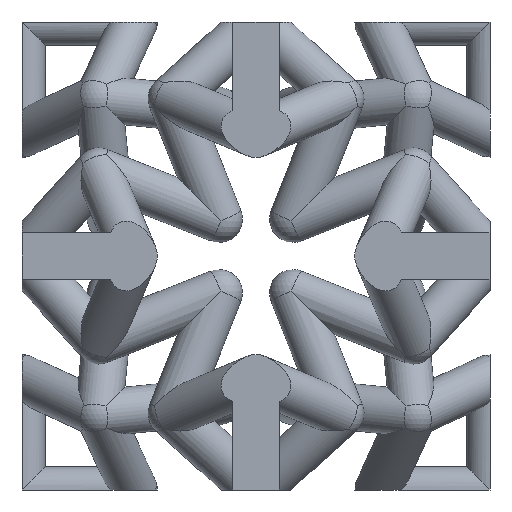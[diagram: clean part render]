
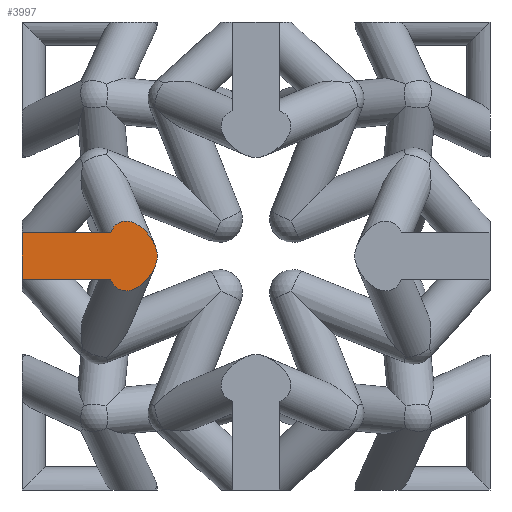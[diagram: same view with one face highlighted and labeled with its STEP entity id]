
A CAD part, front view. The second image highlights one B-rep face of the part: STEP entity #3997.
In plain terms, the highlighted planar face has unit normal (0, -1, 0).
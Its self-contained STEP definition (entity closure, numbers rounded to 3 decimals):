
#550 = CYLINDRICAL_SURFACE('',#551,0.5);
#551 = AXIS2_PLACEMENT_3D('',#552,#553,#554);
#552 = CARTESIAN_POINT('',(-2.607,-5.,0.));
#553 = DIRECTION('',(-0.296,0.641,-0.708));
#554 = DIRECTION('',(0.,-0.741,-0.671));
#2016 = VERTEX_POINT('',#2017);
#2017 = CARTESIAN_POINT('',(-2.778,-5.,-0.745));
#2078 = EDGE_CURVE('',#2016,#2079,#2081,.T.);
#2079 = VERTEX_POINT('',#2080);
#2080 = CARTESIAN_POINT('',(-3.11,-5.,-0.5));
#2081 = SURFACE_CURVE('',#2082,(#2087,#2099),.PCURVE_S1.);
#2082 = ELLIPSE('',#2083,0.78,0.5);
#2083 = AXIS2_PLACEMENT_3D('',#2084,#2085,#2086);
#2084 = CARTESIAN_POINT('',(-2.607,-5.,0.));
#2085 = DIRECTION('',(0.,1.,0.));
#2086 = DIRECTION('',(-0.386,0.,-0.923));
#2087 = PCURVE('',#550,#2088);
#2088 = DEFINITIONAL_REPRESENTATION('',(#2089),#2098);
#2089 = B_SPLINE_CURVE_WITH_KNOTS('',7,(#2090,#2091,#2092,#2093,#2094,
    #2095,#2096,#2097),.UNSPECIFIED.,.F.,.F.,(8,8),(6.021,
    7.854),.PIECEWISE_BEZIER_KNOTS.);
#2090 = CARTESIAN_POINT('',(0.,0.578));
#2091 = CARTESIAN_POINT('',(0.262,0.619));
#2092 = CARTESIAN_POINT('',(0.524,0.613));
#2093 = CARTESIAN_POINT('',(0.785,0.557));
#2094 = CARTESIAN_POINT('',(1.047,0.453));
#2095 = CARTESIAN_POINT('',(1.309,0.313));
#2096 = CARTESIAN_POINT('',(1.571,0.157));
#2097 = CARTESIAN_POINT('',(1.833,0.));
#2098 = ( GEOMETRIC_REPRESENTATION_CONTEXT(2) 
PARAMETRIC_REPRESENTATION_CONTEXT() REPRESENTATION_CONTEXT('2D SPACE',''
  ) );
#2099 = PCURVE('',#2100,#2105);
#2100 = PLANE('',#2101);
#2101 = AXIS2_PLACEMENT_3D('',#2102,#2103,#2104);
#2102 = CARTESIAN_POINT('',(-5.,-5.,-5.));
#2103 = DIRECTION('',(-0.,1.,0.));
#2104 = DIRECTION('',(0.,0.,1.));
#2105 = DEFINITIONAL_REPRESENTATION('',(#2106),#2110);
#2106 = ELLIPSE('',#2107,0.78,0.5);
#2107 = AXIS2_PLACEMENT_2D('',#2108,#2109);
#2108 = CARTESIAN_POINT('',(5.,2.393));
#2109 = DIRECTION('',(-0.923,-0.386));
#2110 = ( GEOMETRIC_REPRESENTATION_CONTEXT(2) 
PARAMETRIC_REPRESENTATION_CONTEXT() REPRESENTATION_CONTEXT('2D SPACE',''
  ) );
#2135 = CYLINDRICAL_SURFACE('',#2136,0.5);
#2136 = AXIS2_PLACEMENT_3D('',#2137,#2138,#2139);
#2137 = CARTESIAN_POINT('',(-5.,-5.,0.));
#2138 = DIRECTION('',(1.,0.,0.));
#2139 = DIRECTION('',(-0.,0.,1.));
#2175 = CYLINDRICAL_SURFACE('',#2176,0.5);
#2176 = AXIS2_PLACEMENT_3D('',#2177,#2178,#2179);
#2177 = CARTESIAN_POINT('',(-2.607,-5.,0.));
#2178 = DIRECTION('',(-0.296,0.641,0.708));
#2179 = DIRECTION('',(0.,0.741,-0.671));
#2255 = VERTEX_POINT('',#2256);
#2256 = CARTESIAN_POINT('',(-2.145,-5.,-0.193));
#2271 = SPHERICAL_SURFACE('',#2272,0.5);
#2272 = AXIS2_PLACEMENT_3D('',#2273,#2274,#2275);
#2273 = CARTESIAN_POINT('',(-2.607,-5.,0.));
#2274 = DIRECTION('',(0.,0.,1.));
#2275 = DIRECTION('',(1.,0.,-0.));
#2287 = EDGE_CURVE('',#2255,#2016,#2288,.T.);
#2288 = SURFACE_CURVE('',#2289,(#2294,#2306),.PCURVE_S1.);
#2289 = ELLIPSE('',#2290,0.78,0.5);
#2290 = AXIS2_PLACEMENT_3D('',#2291,#2292,#2293);
#2291 = CARTESIAN_POINT('',(-2.607,-5.,0.));
#2292 = DIRECTION('',(0.,1.,0.));
#2293 = DIRECTION('',(-0.386,0.,-0.923));
#2294 = PCURVE('',#550,#2295);
#2295 = DEFINITIONAL_REPRESENTATION('',(#2296),#2305);
#2296 = B_SPLINE_CURVE_WITH_KNOTS('',7,(#2297,#2298,#2299,#2300,#2301,
    #2302,#2303,#2304),.UNSPECIFIED.,.F.,.F.,(8,8),(4.712,
    6.021),.PIECEWISE_BEZIER_KNOTS.);
#2297 = CARTESIAN_POINT('',(4.974,0.));
#2298 = CARTESIAN_POINT('',(5.161,0.112));
#2299 = CARTESIAN_POINT('',(5.348,0.224));
#2300 = CARTESIAN_POINT('',(5.535,0.329));
#2301 = CARTESIAN_POINT('',(5.722,0.422));
#2302 = CARTESIAN_POINT('',(5.909,0.497));
#2303 = CARTESIAN_POINT('',(6.096,0.549));
#2304 = CARTESIAN_POINT('',(6.283,0.578));
#2305 = ( GEOMETRIC_REPRESENTATION_CONTEXT(2) 
PARAMETRIC_REPRESENTATION_CONTEXT() REPRESENTATION_CONTEXT('2D SPACE',''
  ) );
#2306 = PCURVE('',#2100,#2307);
#2307 = DEFINITIONAL_REPRESENTATION('',(#2308),#2312);
#2308 = ELLIPSE('',#2309,0.78,0.5);
#2309 = AXIS2_PLACEMENT_2D('',#2310,#2311);
#2310 = CARTESIAN_POINT('',(5.,2.393));
#2311 = DIRECTION('',(-0.923,-0.386));
#2312 = ( GEOMETRIC_REPRESENTATION_CONTEXT(2) 
PARAMETRIC_REPRESENTATION_CONTEXT() REPRESENTATION_CONTEXT('2D SPACE',''
  ) );
#3521 = PLANE('',#3522);
#3522 = AXIS2_PLACEMENT_3D('',#3523,#3524,#3525);
#3523 = CARTESIAN_POINT('',(-5.,-5.,-5.));
#3524 = DIRECTION('',(1.,0.,-0.));
#3525 = DIRECTION('',(0.,0.,1.));
#3997 = ADVANCED_FACE('',(#3998),#2100,.F.);
#3998 = FACE_BOUND('',#3999,.F.);
#3999 = EDGE_LOOP('',(#4000,#4021,#4044,#4067,#4097,#4123,#4124));
#4000 = ORIENTED_EDGE('',*,*,#4001,.F.);
#4001 = EDGE_CURVE('',#4002,#2079,#4004,.T.);
#4002 = VERTEX_POINT('',#4003);
#4003 = CARTESIAN_POINT('',(-5.,-5.,-0.5));
#4004 = SURFACE_CURVE('',#4005,(#4009,#4015),.PCURVE_S1.);
#4005 = LINE('',#4006,#4007);
#4006 = CARTESIAN_POINT('',(-5.,-5.,-0.5));
#4007 = VECTOR('',#4008,1.);
#4008 = DIRECTION('',(1.,0.,0.));
#4009 = PCURVE('',#2100,#4010);
#4010 = DEFINITIONAL_REPRESENTATION('',(#4011),#4014);
#4011 = B_SPLINE_CURVE_WITH_KNOTS('',1,(#4012,#4013),.UNSPECIFIED.,.F.,
  .F.,(2,2),(0.,2.393),.PIECEWISE_BEZIER_KNOTS.);
#4012 = CARTESIAN_POINT('',(4.5,0.));
#4013 = CARTESIAN_POINT('',(4.5,2.393));
#4014 = ( GEOMETRIC_REPRESENTATION_CONTEXT(2) 
PARAMETRIC_REPRESENTATION_CONTEXT() REPRESENTATION_CONTEXT('2D SPACE',''
  ) );
#4015 = PCURVE('',#2135,#4016);
#4016 = DEFINITIONAL_REPRESENTATION('',(#4017),#4020);
#4017 = B_SPLINE_CURVE_WITH_KNOTS('',1,(#4018,#4019),.UNSPECIFIED.,.F.,
  .F.,(2,2),(0.,2.393),.PIECEWISE_BEZIER_KNOTS.);
#4018 = CARTESIAN_POINT('',(3.142,0.));
#4019 = CARTESIAN_POINT('',(3.142,2.393));
#4020 = ( GEOMETRIC_REPRESENTATION_CONTEXT(2) 
PARAMETRIC_REPRESENTATION_CONTEXT() REPRESENTATION_CONTEXT('2D SPACE',''
  ) );
#4021 = ORIENTED_EDGE('',*,*,#4022,.T.);
#4022 = EDGE_CURVE('',#4002,#4023,#4025,.T.);
#4023 = VERTEX_POINT('',#4024);
#4024 = CARTESIAN_POINT('',(-5.,-5.,0.5));
#4025 = SURFACE_CURVE('',#4026,(#4030,#4037),.PCURVE_S1.);
#4026 = LINE('',#4027,#4028);
#4027 = CARTESIAN_POINT('',(-5.,-5.,-5.));
#4028 = VECTOR('',#4029,1.);
#4029 = DIRECTION('',(0.,0.,1.));
#4030 = PCURVE('',#2100,#4031);
#4031 = DEFINITIONAL_REPRESENTATION('',(#4032),#4036);
#4032 = LINE('',#4033,#4034);
#4033 = CARTESIAN_POINT('',(0.,0.));
#4034 = VECTOR('',#4035,1.);
#4035 = DIRECTION('',(1.,0.));
#4036 = ( GEOMETRIC_REPRESENTATION_CONTEXT(2) 
PARAMETRIC_REPRESENTATION_CONTEXT() REPRESENTATION_CONTEXT('2D SPACE',''
  ) );
#4037 = PCURVE('',#3521,#4038);
#4038 = DEFINITIONAL_REPRESENTATION('',(#4039),#4043);
#4039 = LINE('',#4040,#4041);
#4040 = CARTESIAN_POINT('',(0.,0.));
#4041 = VECTOR('',#4042,1.);
#4042 = DIRECTION('',(1.,0.));
#4043 = ( GEOMETRIC_REPRESENTATION_CONTEXT(2) 
PARAMETRIC_REPRESENTATION_CONTEXT() REPRESENTATION_CONTEXT('2D SPACE',''
  ) );
#4044 = ORIENTED_EDGE('',*,*,#4045,.T.);
#4045 = EDGE_CURVE('',#4023,#4046,#4048,.T.);
#4046 = VERTEX_POINT('',#4047);
#4047 = CARTESIAN_POINT('',(-3.11,-5.,0.5));
#4048 = SURFACE_CURVE('',#4049,(#4053,#4060),.PCURVE_S1.);
#4049 = LINE('',#4050,#4051);
#4050 = CARTESIAN_POINT('',(-5.,-5.,0.5));
#4051 = VECTOR('',#4052,1.);
#4052 = DIRECTION('',(1.,0.,0.));
#4053 = PCURVE('',#2100,#4054);
#4054 = DEFINITIONAL_REPRESENTATION('',(#4055),#4059);
#4055 = LINE('',#4056,#4057);
#4056 = CARTESIAN_POINT('',(5.5,0.));
#4057 = VECTOR('',#4058,1.);
#4058 = DIRECTION('',(0.,1.));
#4059 = ( GEOMETRIC_REPRESENTATION_CONTEXT(2) 
PARAMETRIC_REPRESENTATION_CONTEXT() REPRESENTATION_CONTEXT('2D SPACE',''
  ) );
#4060 = PCURVE('',#2135,#4061);
#4061 = DEFINITIONAL_REPRESENTATION('',(#4062),#4066);
#4062 = LINE('',#4063,#4064);
#4063 = CARTESIAN_POINT('',(6.283,-0.));
#4064 = VECTOR('',#4065,1.);
#4065 = DIRECTION('',(0.,1.));
#4066 = ( GEOMETRIC_REPRESENTATION_CONTEXT(2) 
PARAMETRIC_REPRESENTATION_CONTEXT() REPRESENTATION_CONTEXT('2D SPACE',''
  ) );
#4067 = ORIENTED_EDGE('',*,*,#4068,.T.);
#4068 = EDGE_CURVE('',#4046,#4069,#4071,.T.);
#4069 = VERTEX_POINT('',#4070);
#4070 = CARTESIAN_POINT('',(-2.145,-5.,0.193));
#4071 = SURFACE_CURVE('',#4072,(#4077,#4084),.PCURVE_S1.);
#4072 = ELLIPSE('',#4073,0.78,0.5);
#4073 = AXIS2_PLACEMENT_3D('',#4074,#4075,#4076);
#4074 = CARTESIAN_POINT('',(-2.607,-5.,0.));
#4075 = DIRECTION('',(-0.,1.,0.));
#4076 = DIRECTION('',(-0.386,-0.,0.923));
#4077 = PCURVE('',#2100,#4078);
#4078 = DEFINITIONAL_REPRESENTATION('',(#4079),#4083);
#4079 = ELLIPSE('',#4080,0.78,0.5);
#4080 = AXIS2_PLACEMENT_2D('',#4081,#4082);
#4081 = CARTESIAN_POINT('',(5.,2.393));
#4082 = DIRECTION('',(0.923,-0.386));
#4083 = ( GEOMETRIC_REPRESENTATION_CONTEXT(2) 
PARAMETRIC_REPRESENTATION_CONTEXT() REPRESENTATION_CONTEXT('2D SPACE',''
  ) );
#4084 = PCURVE('',#2175,#4085);
#4085 = DEFINITIONAL_REPRESENTATION('',(#4086),#4096);
#4086 = B_SPLINE_CURVE_WITH_KNOTS('',8,(#4087,#4088,#4089,#4090,#4091,
    #4092,#4093,#4094,#4095),.UNSPECIFIED.,.F.,.F.,(9,9),(4.712
    ,7.854),.PIECEWISE_BEZIER_KNOTS.);
#4087 = CARTESIAN_POINT('',(1.309,0.));
#4088 = CARTESIAN_POINT('',(1.701,0.235));
#4089 = CARTESIAN_POINT('',(2.094,0.47));
#4090 = CARTESIAN_POINT('',(2.487,0.65));
#4091 = CARTESIAN_POINT('',(2.88,0.719));
#4092 = CARTESIAN_POINT('',(3.272,0.65));
#4093 = CARTESIAN_POINT('',(3.665,0.47));
#4094 = CARTESIAN_POINT('',(4.058,0.235));
#4095 = CARTESIAN_POINT('',(4.45,0.));
#4096 = ( GEOMETRIC_REPRESENTATION_CONTEXT(2) 
PARAMETRIC_REPRESENTATION_CONTEXT() REPRESENTATION_CONTEXT('2D SPACE',''
  ) );
#4097 = ORIENTED_EDGE('',*,*,#4098,.F.);
#4098 = EDGE_CURVE('',#2255,#4069,#4099,.T.);
#4099 = SURFACE_CURVE('',#4100,(#4105,#4116),.PCURVE_S1.);
#4100 = CIRCLE('',#4101,0.5);
#4101 = AXIS2_PLACEMENT_3D('',#4102,#4103,#4104);
#4102 = CARTESIAN_POINT('',(-2.607,-5.,0.));
#4103 = DIRECTION('',(0.,-1.,0.));
#4104 = DIRECTION('',(1.,0.,0.));
#4105 = PCURVE('',#2100,#4106);
#4106 = DEFINITIONAL_REPRESENTATION('',(#4107),#4115);
#4107 = ( BOUNDED_CURVE() B_SPLINE_CURVE(2,(#4108,#4109,#4110,#4111,
#4112,#4113,#4114),.UNSPECIFIED.,.T.,.F.) B_SPLINE_CURVE_WITH_KNOTS((1,2
    ,2,2,2,1),(-2.094,0.,2.094,4.189,
6.283,8.378),.UNSPECIFIED.) CURVE() 
GEOMETRIC_REPRESENTATION_ITEM() RATIONAL_B_SPLINE_CURVE((1.,0.5,1.,0.5,
1.,0.5,1.)) REPRESENTATION_ITEM('') );
#4108 = CARTESIAN_POINT('',(5.,2.893));
#4109 = CARTESIAN_POINT('',(5.866,2.893));
#4110 = CARTESIAN_POINT('',(5.433,2.143));
#4111 = CARTESIAN_POINT('',(5.,1.393));
#4112 = CARTESIAN_POINT('',(4.567,2.143));
#4113 = CARTESIAN_POINT('',(4.134,2.893));
#4114 = CARTESIAN_POINT('',(5.,2.893));
#4115 = ( GEOMETRIC_REPRESENTATION_CONTEXT(2) 
PARAMETRIC_REPRESENTATION_CONTEXT() REPRESENTATION_CONTEXT('2D SPACE',''
  ) );
#4116 = PCURVE('',#2271,#4117);
#4117 = DEFINITIONAL_REPRESENTATION('',(#4118),#4122);
#4118 = LINE('',#4119,#4120);
#4119 = CARTESIAN_POINT('',(0.,-6.283));
#4120 = VECTOR('',#4121,1.);
#4121 = DIRECTION('',(0.,1.));
#4122 = ( GEOMETRIC_REPRESENTATION_CONTEXT(2) 
PARAMETRIC_REPRESENTATION_CONTEXT() REPRESENTATION_CONTEXT('2D SPACE',''
  ) );
#4123 = ORIENTED_EDGE('',*,*,#2287,.T.);
#4124 = ORIENTED_EDGE('',*,*,#2078,.T.);
